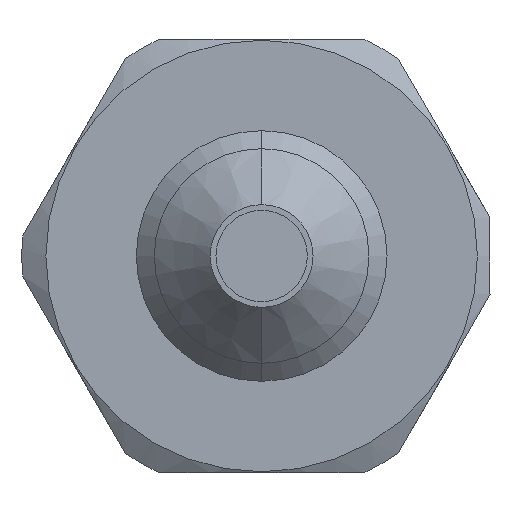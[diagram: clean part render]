
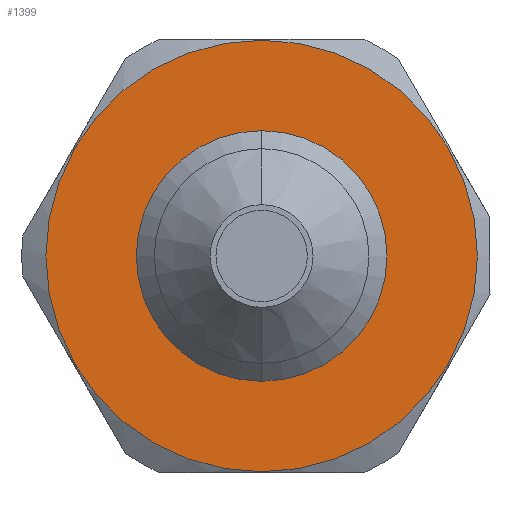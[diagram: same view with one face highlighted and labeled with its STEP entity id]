
A CAD part, front view. The second image highlights one B-rep face of the part: STEP entity #1399.
In plain terms, the highlighted planar face has unit normal (0, -1, 0).
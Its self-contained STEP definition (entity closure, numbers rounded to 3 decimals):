
#65 = EDGE_CURVE ( 'NONE', #13216, #2149, #10070, .T. ) ;
#71 = DIRECTION ( 'NONE',  ( 0., 0., -1. ) ) ;
#218 = DIRECTION ( 'NONE',  ( 0., -1., 0. ) ) ;
#337 = CIRCLE ( 'NONE', #8161, 9.45 ) ;
#380 = CARTESIAN_POINT ( 'NONE',  ( 0., 13.5, 0. ) ) ;
#540 = EDGE_CURVE ( 'NONE', #2149, #13216, #337, .T. ) ;
#1145 = CARTESIAN_POINT ( 'NONE',  ( 0., 13.5, 0. ) ) ;
#1399 = ADVANCED_FACE ( 'NONE', ( #8090, #13243 ), #8316, .T. ) ;
#1436 = EDGE_LOOP ( 'NONE', ( #7301, #4742 ) ) ;
#1700 = CIRCLE ( 'NONE', #8410, 5.49 ) ;
#2149 = VERTEX_POINT ( 'NONE', #7377 ) ;
#2258 = DIRECTION ( 'NONE',  ( 0., 0., -1. ) ) ;
#2677 = VERTEX_POINT ( 'NONE', #8933 ) ;
#2919 = CIRCLE ( 'NONE', #4279, 5.49 ) ;
#3649 = CARTESIAN_POINT ( 'NONE',  ( 0., 13.5, 0. ) ) ;
#3735 = DIRECTION ( 'NONE',  ( 0., -1., 0. ) ) ;
#3788 = DIRECTION ( 'NONE',  ( 0., 0., -1. ) ) ;
#3870 = EDGE_CURVE ( 'NONE', #2677, #6775, #1700, .T. ) ;
#3908 = DIRECTION ( 'NONE',  ( 0., 0., -1. ) ) ;
#4270 = ORIENTED_EDGE ( 'NONE', *, *, #11170, .F. ) ;
#4279 = AXIS2_PLACEMENT_3D ( 'NONE', #12894, #6309, #13994 ) ;
#4742 = ORIENTED_EDGE ( 'NONE', *, *, #65, .T. ) ;
#6309 = DIRECTION ( 'NONE',  ( 0., -1., 0. ) ) ;
#6775 = VERTEX_POINT ( 'NONE', #9616 ) ;
#7198 = CARTESIAN_POINT ( 'NONE',  ( 9.45, 13.5, 0. ) ) ;
#7301 = ORIENTED_EDGE ( 'NONE', *, *, #540, .T. ) ;
#7377 = CARTESIAN_POINT ( 'NONE',  ( 0., 13.5, 9.45 ) ) ;
#8090 = FACE_OUTER_BOUND ( 'NONE', #1436, .T. ) ;
#8161 = AXIS2_PLACEMENT_3D ( 'NONE', #380, #218, #71 ) ;
#8316 = PLANE ( 'NONE',  #9552 ) ;
#8410 = AXIS2_PLACEMENT_3D ( 'NONE', #1145, #8879, #2258 ) ;
#8879 = DIRECTION ( 'NONE',  ( 0., -1., 0. ) ) ;
#8933 = CARTESIAN_POINT ( 'NONE',  ( 0., 13.5, -5.49 ) ) ;
#9552 = AXIS2_PLACEMENT_3D ( 'NONE', #7198, #10524, #3908 ) ;
#9616 = CARTESIAN_POINT ( 'NONE',  ( 0., 13.5, 5.49 ) ) ;
#10070 = CIRCLE ( 'NONE', #10931, 9.45 ) ;
#10524 = DIRECTION ( 'NONE',  ( 0., -1., 0. ) ) ;
#10786 = EDGE_LOOP ( 'NONE', ( #11224, #4270 ) ) ;
#10797 = CARTESIAN_POINT ( 'NONE',  ( 0., 13.5, -9.45 ) ) ;
#10931 = AXIS2_PLACEMENT_3D ( 'NONE', #3649, #3735, #3788 ) ;
#11170 = EDGE_CURVE ( 'NONE', #6775, #2677, #2919, .T. ) ;
#11224 = ORIENTED_EDGE ( 'NONE', *, *, #3870, .F. ) ;
#12894 = CARTESIAN_POINT ( 'NONE',  ( 0., 13.5, 0. ) ) ;
#13216 = VERTEX_POINT ( 'NONE', #10797 ) ;
#13243 = FACE_BOUND ( 'NONE', #10786, .T. ) ;
#13994 = DIRECTION ( 'NONE',  ( 0., 0., -1. ) ) ;
